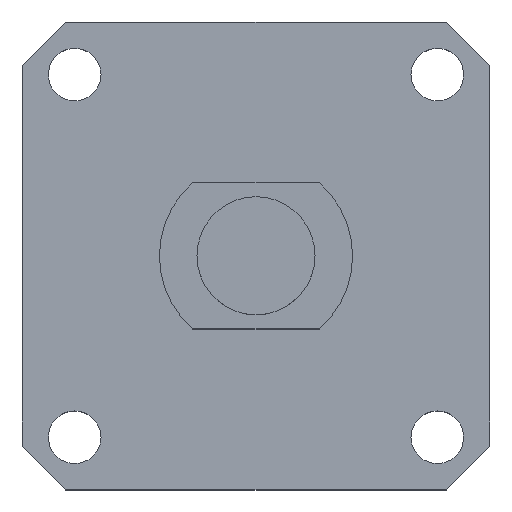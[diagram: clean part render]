
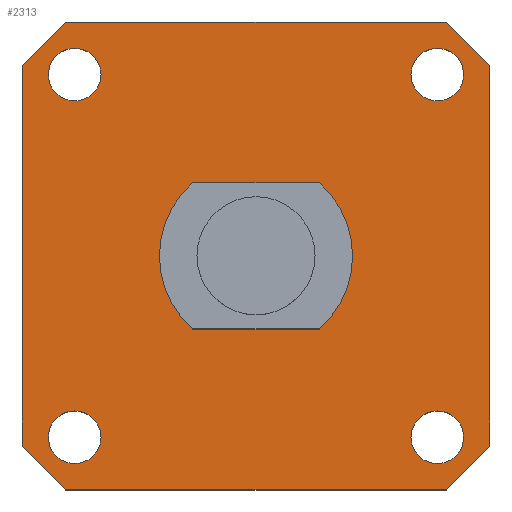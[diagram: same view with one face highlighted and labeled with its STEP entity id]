
A CAD part, top view. The second image highlights one B-rep face of the part: STEP entity #2313.
In plain terms, the highlighted planar face has unit normal (0, 0, 1).
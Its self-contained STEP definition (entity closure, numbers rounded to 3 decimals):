
#91=CARTESIAN_POINT('',(-12.4,12.4,5.));
#92=DIRECTION('',(0.,0.,-1.));
#93=DIRECTION('',(1.,0.,0.));
#94=AXIS2_PLACEMENT_3D('',#91,#92,#93);
#96=CARTESIAN_POINT('',(-12.4,12.4,5.));
#97=DIRECTION('',(0.,0.,-1.));
#98=DIRECTION('',(-1.,0.,0.));
#99=AXIS2_PLACEMENT_3D('',#96,#97,#98);
#101=CARTESIAN_POINT('',(12.4,12.4,5.));
#102=DIRECTION('',(0.,0.,-1.));
#103=DIRECTION('',(1.,0.,0.));
#104=AXIS2_PLACEMENT_3D('',#101,#102,#103);
#106=CARTESIAN_POINT('',(12.4,12.4,5.));
#107=DIRECTION('',(0.,0.,-1.));
#108=DIRECTION('',(-1.,0.,0.));
#109=AXIS2_PLACEMENT_3D('',#106,#107,#108);
#111=CARTESIAN_POINT('',(12.4,-12.4,5.));
#112=DIRECTION('',(0.,0.,-1.));
#113=DIRECTION('',(1.,0.,0.));
#114=AXIS2_PLACEMENT_3D('',#111,#112,#113);
#116=CARTESIAN_POINT('',(12.4,-12.4,5.));
#117=DIRECTION('',(0.,0.,-1.));
#118=DIRECTION('',(-1.,0.,0.));
#119=AXIS2_PLACEMENT_3D('',#116,#117,#118);
#121=CARTESIAN_POINT('',(-12.4,-12.4,5.));
#122=DIRECTION('',(0.,0.,-1.));
#123=DIRECTION('',(1.,0.,0.));
#124=AXIS2_PLACEMENT_3D('',#121,#122,#123);
#126=CARTESIAN_POINT('',(-12.4,-12.4,5.));
#127=DIRECTION('',(0.,0.,-1.));
#128=DIRECTION('',(-1.,0.,0.));
#129=AXIS2_PLACEMENT_3D('',#126,#127,#128);
#131=DIRECTION('',(0.707,-0.707,0.));
#132=VECTOR('',#131,4.243);
#133=CARTESIAN_POINT('',(-16.,-13.,5.));
#134=LINE('',#133,#132);
#135=DIRECTION('',(0.,-1.,0.));
#136=VECTOR('',#135,26.);
#137=CARTESIAN_POINT('',(-16.,13.,5.));
#138=LINE('',#137,#136);
#139=DIRECTION('',(-0.707,-0.707,0.));
#140=VECTOR('',#139,4.243);
#141=CARTESIAN_POINT('',(-13.,16.,5.));
#142=LINE('',#141,#140);
#143=DIRECTION('',(-1.,0.,0.));
#144=VECTOR('',#143,26.);
#145=CARTESIAN_POINT('',(13.,16.,5.));
#146=LINE('',#145,#144);
#147=DIRECTION('',(-0.707,0.707,0.));
#148=VECTOR('',#147,4.243);
#149=CARTESIAN_POINT('',(16.,13.,5.));
#150=LINE('',#149,#148);
#151=DIRECTION('',(0.,1.,0.));
#152=VECTOR('',#151,26.);
#153=CARTESIAN_POINT('',(16.,-13.,5.));
#154=LINE('',#153,#152);
#155=DIRECTION('',(0.707,0.707,0.));
#156=VECTOR('',#155,4.243);
#157=CARTESIAN_POINT('',(13.,-16.,5.));
#158=LINE('',#157,#156);
#159=DIRECTION('',(1.,0.,0.));
#160=VECTOR('',#159,26.);
#161=CARTESIAN_POINT('',(-13.,-16.,5.));
#162=LINE('',#161,#160);
#163=CARTESIAN_POINT('',(0.,0.,5.));
#164=DIRECTION('',(0.,0.,1.));
#165=DIRECTION('',(0.654,-0.757,0.));
#166=AXIS2_PLACEMENT_3D('',#163,#164,#165);
#168=DIRECTION('',(1.,0.,0.));
#169=VECTOR('',#168,8.641);
#170=CARTESIAN_POINT('',(-4.321,5.,5.));
#171=LINE('',#170,#169);
#172=CARTESIAN_POINT('',(0.,0.,5.));
#173=DIRECTION('',(0.,0.,1.));
#174=DIRECTION('',(-0.654,0.757,0.));
#175=AXIS2_PLACEMENT_3D('',#172,#173,#174);
#177=DIRECTION('',(-1.,0.,0.));
#178=VECTOR('',#177,8.641);
#179=CARTESIAN_POINT('',(4.321,-5.,5.));
#180=LINE('',#179,#178);
#1886=CARTESIAN_POINT('',(-10.6,12.4,5.));
#1887=CARTESIAN_POINT('',(-14.2,12.4,5.));
#1888=VERTEX_POINT('',#1886);
#1889=VERTEX_POINT('',#1887);
#1890=CARTESIAN_POINT('',(14.2,12.4,5.));
#1891=CARTESIAN_POINT('',(10.6,12.4,5.));
#1892=VERTEX_POINT('',#1890);
#1893=VERTEX_POINT('',#1891);
#1894=CARTESIAN_POINT('',(14.2,-12.4,5.));
#1895=CARTESIAN_POINT('',(10.6,-12.4,5.));
#1896=VERTEX_POINT('',#1894);
#1897=VERTEX_POINT('',#1895);
#1898=CARTESIAN_POINT('',(-10.6,-12.4,5.));
#1899=CARTESIAN_POINT('',(-14.2,-12.4,5.));
#1900=VERTEX_POINT('',#1898);
#1901=VERTEX_POINT('',#1899);
#1906=CARTESIAN_POINT('',(-16.,-13.,5.));
#1907=VERTEX_POINT('',#1906);
#1908=CARTESIAN_POINT('',(-13.,-16.,5.));
#1909=VERTEX_POINT('',#1908);
#1914=CARTESIAN_POINT('',(-13.,16.,5.));
#1915=VERTEX_POINT('',#1914);
#1916=CARTESIAN_POINT('',(-16.,13.,5.));
#1917=VERTEX_POINT('',#1916);
#1922=CARTESIAN_POINT('',(16.,13.,5.));
#1923=VERTEX_POINT('',#1922);
#1924=CARTESIAN_POINT('',(13.,16.,5.));
#1925=VERTEX_POINT('',#1924);
#1930=CARTESIAN_POINT('',(13.,-16.,5.));
#1931=VERTEX_POINT('',#1930);
#1932=CARTESIAN_POINT('',(16.,-13.,5.));
#1933=VERTEX_POINT('',#1932);
#2168=CARTESIAN_POINT('',(4.321,5.,5.));
#2169=VERTEX_POINT('',#2168);
#2170=CARTESIAN_POINT('',(4.321,-5.,5.));
#2171=VERTEX_POINT('',#2170);
#2172=CARTESIAN_POINT('',(-4.321,5.,5.));
#2173=VERTEX_POINT('',#2172);
#2174=CARTESIAN_POINT('',(-4.321,-5.,5.));
#2175=VERTEX_POINT('',#2174);
#2258=CARTESIAN_POINT('',(0.,0.,5.));
#2259=DIRECTION('',(0.,0.,1.));
#2260=DIRECTION('',(1.,0.,0.));
#2261=AXIS2_PLACEMENT_3D('',#2258,#2259,#2260);
#2262=PLANE('',#2261);
#2264=ORIENTED_EDGE('',*,*,#2263,.F.);
#2266=ORIENTED_EDGE('',*,*,#2265,.F.);
#2268=ORIENTED_EDGE('',*,*,#2267,.F.);
#2270=ORIENTED_EDGE('',*,*,#2269,.F.);
#2272=ORIENTED_EDGE('',*,*,#2271,.F.);
#2274=ORIENTED_EDGE('',*,*,#2273,.F.);
#2276=ORIENTED_EDGE('',*,*,#2275,.F.);
#2278=ORIENTED_EDGE('',*,*,#2277,.F.);
#2279=EDGE_LOOP('',(#2264,#2266,#2268,#2270,#2272,#2274,#2276,#2278));
#2280=FACE_OUTER_BOUND('',#2279,.F.);
#2282=ORIENTED_EDGE('',*,*,#2281,.F.);
#2284=ORIENTED_EDGE('',*,*,#2283,.F.);
#2285=EDGE_LOOP('',(#2282,#2284));
#2286=FACE_BOUND('',#2285,.F.);
#2288=ORIENTED_EDGE('',*,*,#2287,.F.);
#2290=ORIENTED_EDGE('',*,*,#2289,.F.);
#2291=EDGE_LOOP('',(#2288,#2290));
#2292=FACE_BOUND('',#2291,.F.);
#2294=ORIENTED_EDGE('',*,*,#2293,.F.);
#2296=ORIENTED_EDGE('',*,*,#2295,.F.);
#2297=EDGE_LOOP('',(#2294,#2296));
#2298=FACE_BOUND('',#2297,.F.);
#2299=ORIENTED_EDGE('',*,*,#2238,.F.);
#2300=ORIENTED_EDGE('',*,*,#2252,.F.);
#2301=EDGE_LOOP('',(#2299,#2300));
#2302=FACE_BOUND('',#2301,.F.);
#2304=ORIENTED_EDGE('',*,*,#2303,.T.);
#2306=ORIENTED_EDGE('',*,*,#2305,.F.);
#2308=ORIENTED_EDGE('',*,*,#2307,.T.);
#2310=ORIENTED_EDGE('',*,*,#2309,.F.);
#2311=EDGE_LOOP('',(#2304,#2306,#2308,#2310));
#2312=FACE_BOUND('',#2311,.F.);
#95=CIRCLE('',#94,1.8);
#100=CIRCLE('',#99,1.8);
#105=CIRCLE('',#104,1.8);
#110=CIRCLE('',#109,1.8);
#115=CIRCLE('',#114,1.8);
#120=CIRCLE('',#119,1.8);
#125=CIRCLE('',#124,1.8);
#130=CIRCLE('',#129,1.8);
#167=CIRCLE('',#166,6.608);
#176=CIRCLE('',#175,6.608);
#2238=EDGE_CURVE('',#1888,#1889,#95,.T.);
#2252=EDGE_CURVE('',#1889,#1888,#100,.T.);
#2263=EDGE_CURVE('',#1907,#1909,#134,.T.);
#2265=EDGE_CURVE('',#1917,#1907,#138,.T.);
#2267=EDGE_CURVE('',#1915,#1917,#142,.T.);
#2269=EDGE_CURVE('',#1925,#1915,#146,.T.);
#2271=EDGE_CURVE('',#1923,#1925,#150,.T.);
#2273=EDGE_CURVE('',#1933,#1923,#154,.T.);
#2275=EDGE_CURVE('',#1931,#1933,#158,.T.);
#2277=EDGE_CURVE('',#1909,#1931,#162,.T.);
#2281=EDGE_CURVE('',#1892,#1893,#105,.T.);
#2283=EDGE_CURVE('',#1893,#1892,#110,.T.);
#2287=EDGE_CURVE('',#1896,#1897,#115,.T.);
#2289=EDGE_CURVE('',#1897,#1896,#120,.T.);
#2293=EDGE_CURVE('',#1900,#1901,#125,.T.);
#2295=EDGE_CURVE('',#1901,#1900,#130,.T.);
#2303=EDGE_CURVE('',#2171,#2169,#167,.T.);
#2305=EDGE_CURVE('',#2173,#2169,#171,.T.);
#2307=EDGE_CURVE('',#2173,#2175,#176,.T.);
#2309=EDGE_CURVE('',#2171,#2175,#180,.T.);
#2313=ADVANCED_FACE('',(#2280,#2286,#2292,#2298,#2302,#2312),#2262,.T.);
